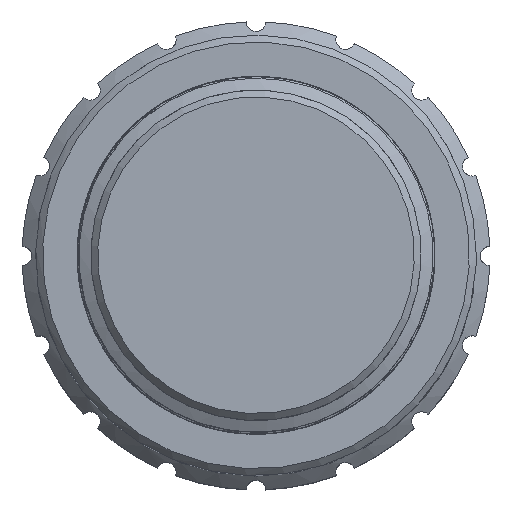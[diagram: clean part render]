
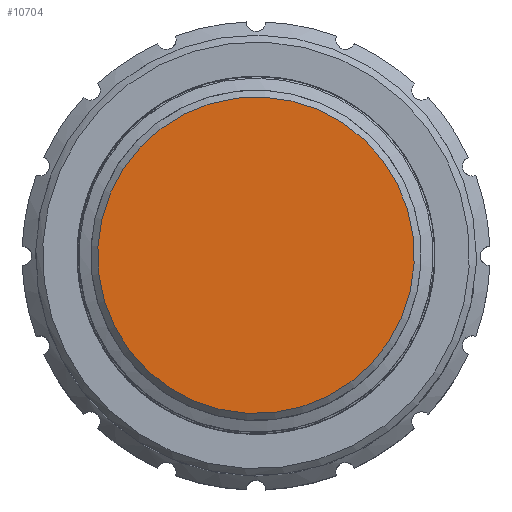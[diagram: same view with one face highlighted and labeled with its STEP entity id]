
A CAD part, top view. The second image highlights one B-rep face of the part: STEP entity #10704.
In plain terms, the highlighted planar face has unit normal (0, 0, 1).
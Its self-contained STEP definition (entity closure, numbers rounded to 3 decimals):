
#1401 = EDGE_CURVE ( 'NONE', #3695, #3695, #2230, .T. ) ;
#2230 = CIRCLE ( 'NONE', #13658, 11.5 ) ;
#2521 = DIRECTION ( 'NONE',  ( 0., 0., 1. ) ) ;
#3695 = VERTEX_POINT ( 'NONE', #17280 ) ;
#5833 = DIRECTION ( 'NONE',  ( 0., 0., 1. ) ) ;
#6795 = DIRECTION ( 'NONE',  ( 0.998, -0.055, 0. ) ) ;
#7084 = AXIS2_PLACEMENT_3D ( 'NONE', #19521, #5833, #17839 ) ;
#7128 = ORIENTED_EDGE ( 'NONE', *, *, #1401, .T. ) ;
#8283 = CARTESIAN_POINT ( 'NONE',  ( -122.663, 22.015, 32.092 ) ) ;
#10704 = ADVANCED_FACE ( 'NONE', ( #19425 ), #13371, .T. ) ;
#13371 = PLANE ( 'NONE',  #7084 ) ;
#13658 = AXIS2_PLACEMENT_3D ( 'NONE', #8283, #2521, #6795 ) ;
#16581 = EDGE_LOOP ( 'NONE', ( #7128 ) ) ;
#17280 = CARTESIAN_POINT ( 'NONE',  ( -111.18, 21.385, 32.092 ) ) ;
#17839 = DIRECTION ( 'NONE',  ( 0.998, -0.055, 0. ) ) ;
#19425 = FACE_OUTER_BOUND ( 'NONE', #16581, .T. ) ;
#19521 = CARTESIAN_POINT ( 'NONE',  ( -122.663, 22.015, 32.092 ) ) ;
